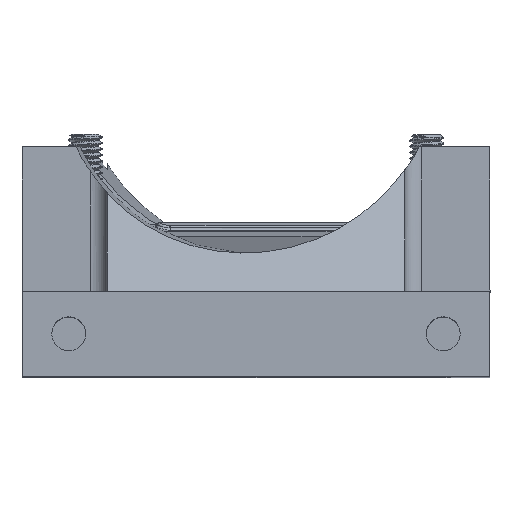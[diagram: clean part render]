
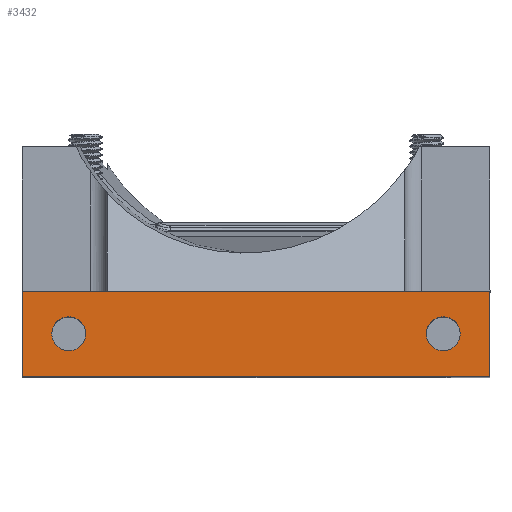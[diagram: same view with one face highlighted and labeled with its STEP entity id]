
A CAD part, top view. The second image highlights one B-rep face of the part: STEP entity #3432.
In plain terms, the highlighted face is planar.
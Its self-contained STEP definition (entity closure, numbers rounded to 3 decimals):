
#127=FACE_BOUND('',#647,.T.);
#128=FACE_BOUND('',#648,.T.);
#415=FACE_OUTER_BOUND('',#646,.T.);
#646=EDGE_LOOP('',(#2953,#2954,#2955,#2956));
#647=EDGE_LOOP('',(#2957));
#648=EDGE_LOOP('',(#2958));
#791=CIRCLE('',#3818,2.);
#794=CIRCLE('',#3825,2.);
#1083=LINE('',#6258,#1360);
#1087=LINE('',#6265,#1364);
#1088=LINE('',#6274,#1365);
#1089=LINE('',#6275,#1366);
#1360=VECTOR('',#4778,10.);
#1364=VECTOR('',#4784,10.);
#1365=VECTOR('',#4795,10.);
#1366=VECTOR('',#4796,10.);
#1589=VERTEX_POINT('',#5870);
#1596=VERTEX_POINT('',#6052);
#1665=VERTEX_POINT('',#6255);
#1666=VERTEX_POINT('',#6257);
#1668=VERTEX_POINT('',#6263);
#1671=VERTEX_POINT('',#6273);
#2003=EDGE_CURVE('',#1589,#1589,#791,.T.);
#2010=EDGE_CURVE('',#1596,#1596,#794,.T.);
#2111=EDGE_CURVE('',#1665,#1666,#1083,.T.);
#2115=EDGE_CURVE('',#1668,#1665,#1087,.T.);
#2118=EDGE_CURVE('',#1671,#1668,#1088,.T.);
#2119=EDGE_CURVE('',#1671,#1666,#1089,.T.);
#2953=ORIENTED_EDGE('',*,*,#2118,.F.);
#2954=ORIENTED_EDGE('',*,*,#2119,.T.);
#2955=ORIENTED_EDGE('',*,*,#2111,.F.);
#2956=ORIENTED_EDGE('',*,*,#2115,.F.);
#2957=ORIENTED_EDGE('',*,*,#2003,.T.);
#2958=ORIENTED_EDGE('',*,*,#2010,.T.);
#3252=PLANE('',#3895);
#3432=ADVANCED_FACE('',(#415,#127,#128),#3252,.T.);
#3818=AXIS2_PLACEMENT_3D('',#5871,#4564,#4565);
#3825=AXIS2_PLACEMENT_3D('',#6053,#4578,#4579);
#3895=AXIS2_PLACEMENT_3D('',#6272,#4793,#4794);
#4564=DIRECTION('center_axis',(1.,0.,0.));
#4565=DIRECTION('ref_axis',(0.,0.,-1.));
#4578=DIRECTION('center_axis',(1.,0.,0.));
#4579=DIRECTION('ref_axis',(0.,0.,-1.));
#4778=DIRECTION('',(0.,0.,1.));
#4784=DIRECTION('',(0.,1.,0.));
#4793=DIRECTION('center_axis',(-1.,0.,0.));
#4794=DIRECTION('ref_axis',(0.,0.,1.));
#4795=DIRECTION('',(0.,0.,-1.));
#4796=DIRECTION('',(0.,1.,0.));
#5870=CARTESIAN_POINT('',(-90.,5.,-47.5));
#5871=CARTESIAN_POINT('Origin',(-90.,5.,-49.5));
#6052=CARTESIAN_POINT('',(-90.,5.,-3.5));
#6053=CARTESIAN_POINT('Origin',(-90.,5.,-5.5));
#6255=CARTESIAN_POINT('',(-90.,10.,-55.));
#6257=CARTESIAN_POINT('',(-90.,10.,0.));
#6258=CARTESIAN_POINT('',(-90.,10.,0.));
#6263=CARTESIAN_POINT('',(-90.,0.,-55.));
#6265=CARTESIAN_POINT('',(-90.,0.,-55.));
#6272=CARTESIAN_POINT('Origin',(-90.,0.,-55.));
#6273=CARTESIAN_POINT('',(-90.,0.,0.));
#6274=CARTESIAN_POINT('',(-90.,0.,0.));
#6275=CARTESIAN_POINT('',(-90.,0.,0.));
